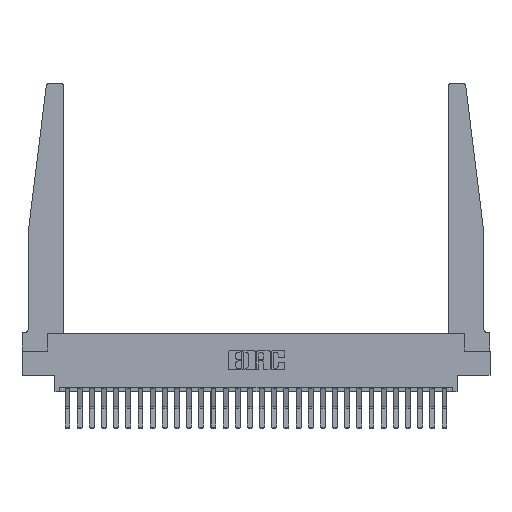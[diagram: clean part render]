
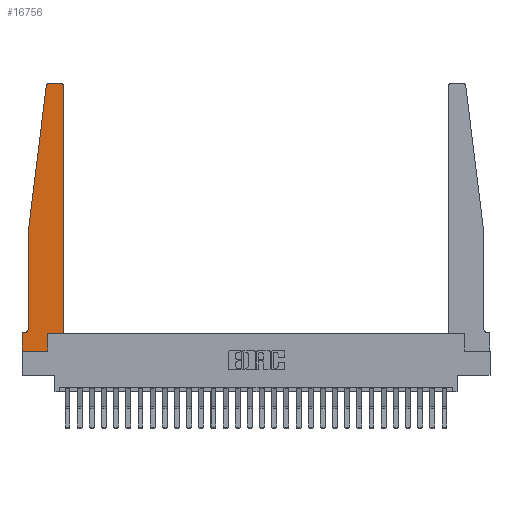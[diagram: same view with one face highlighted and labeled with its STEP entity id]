
A CAD part, top view. The second image highlights one B-rep face of the part: STEP entity #16756.
In plain terms, the highlighted planar face has unit normal (0, 0, 1).
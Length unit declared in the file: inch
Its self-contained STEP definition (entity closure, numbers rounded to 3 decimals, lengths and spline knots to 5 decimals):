
#177 = ORIENTED_EDGE ( 'NONE', *, *, #20156, .T. ) ;
#186 = DIRECTION ( 'NONE',  ( 1., 0., 0. ) ) ;
#573 = LINE ( 'NONE', #15043, #11129 ) ;
#577 = VERTEX_POINT ( 'NONE', #12191 ) ;
#626 = PLANE ( 'NONE',  #7764 ) ;
#1011 = EDGE_CURVE ( 'NONE', #13755, #16881, #5452, .T. ) ;
#1279 = ORIENTED_EDGE ( 'NONE', *, *, #1011, .T. ) ;
#1331 = CARTESIAN_POINT ( 'NONE',  ( 0.425, 0.18, 0.37 ) ) ;
#1446 = EDGE_CURVE ( 'NONE', #1751, #13333, #22871, .T. ) ;
#1613 = CARTESIAN_POINT ( 'NONE',  ( 0.395, 2.72, 0.37 ) ) ;
#1751 = VERTEX_POINT ( 'NONE', #7453 ) ;
#2729 = ORIENTED_EDGE ( 'NONE', *, *, #8340, .T. ) ;
#2768 = DIRECTION ( 'NONE',  ( 0., 0., 1. ) ) ;
#2967 = CIRCLE ( 'NONE', #16214, 0.05 ) ;
#3044 = LINE ( 'NONE', #11291, #20482 ) ;
#3299 = VECTOR ( 'NONE', #13339, 39.37008 ) ;
#3645 = CARTESIAN_POINT ( 'NONE',  ( 0., 0., 0.37 ) ) ;
#3736 = DIRECTION ( 'NONE',  ( 1., 0., 0. ) ) ;
#4081 = EDGE_LOOP ( 'NONE', ( #1279, #14657, #20624, #23891, #24976, #177, #17600, #22461, #7474, #2729, #4680, #6088 ) ) ;
#4584 = DIRECTION ( 'NONE',  ( 0., 1., 0. ) ) ;
#4617 = LINE ( 'NONE', #15068, #15140 ) ;
#4680 = ORIENTED_EDGE ( 'NONE', *, *, #12146, .T. ) ;
#4692 = VERTEX_POINT ( 'NONE', #1331 ) ;
#4710 = VERTEX_POINT ( 'NONE', #22381 ) ;
#5436 = CARTESIAN_POINT ( 'NONE',  ( 0.015, 0.2375, 0.37 ) ) ;
#5452 = LINE ( 'NONE', #26200, #6101 ) ;
#5533 = EDGE_CURVE ( 'NONE', #17361, #4710, #2967, .T. ) ;
#5623 = VERTEX_POINT ( 'NONE', #26624 ) ;
#6074 = VECTOR ( 'NONE', #186, 39.37008 ) ;
#6088 = ORIENTED_EDGE ( 'NONE', *, *, #19860, .T. ) ;
#6101 = VECTOR ( 'NONE', #13648, 39.37008 ) ;
#6315 = EDGE_CURVE ( 'NONE', #5623, #1751, #17412, .T. ) ;
#6905 = CARTESIAN_POINT ( 'NONE',  ( 0., 0.1875, 0.37 ) ) ;
#7423 = CARTESIAN_POINT ( 'NONE',  ( 0.065, 1.25, 0.37 ) ) ;
#7453 = CARTESIAN_POINT ( 'NONE',  ( 0., 0., 0.37 ) ) ;
#7474 = ORIENTED_EDGE ( 'NONE', *, *, #17519, .T. ) ;
#7523 = VECTOR ( 'NONE', #16260, 39.37008 ) ;
#7555 = DIRECTION ( 'NONE',  ( -1., 0., 0. ) ) ;
#7764 = AXIS2_PLACEMENT_3D ( 'NONE', #6905, #2768, #17477 ) ;
#8340 = EDGE_CURVE ( 'NONE', #25389, #4692, #15319, .T. ) ;
#8621 = CARTESIAN_POINT ( 'NONE',  ( 0.065, 0.2375, 0.37 ) ) ;
#9323 = CARTESIAN_POINT ( 'NONE',  ( 0.27653, 2.72, 0.37 ) ) ;
#9872 = VECTOR ( 'NONE', #17903, 39.37008 ) ;
#10221 = LINE ( 'NONE', #11221, #3299 ) ;
#11129 = VECTOR ( 'NONE', #17158, 39.37008 ) ;
#11221 = CARTESIAN_POINT ( 'NONE',  ( 0.065, 1.25, 0.37 ) ) ;
#11291 = CARTESIAN_POINT ( 'NONE',  ( 0.2605, 0.18, 0.37 ) ) ;
#11442 = DIRECTION ( 'NONE',  ( 1., 0., 0. ) ) ;
#12146 = EDGE_CURVE ( 'NONE', #4692, #14941, #4617, .T. ) ;
#12191 = CARTESIAN_POINT ( 'NONE',  ( 0.24675, 2.72367, 0.37 ) ) ;
#12197 = VERTEX_POINT ( 'NONE', #21599 ) ;
#12394 = EDGE_CURVE ( 'NONE', #577, #12197, #15465, .T. ) ;
#12941 = EDGE_CURVE ( 'NONE', #16881, #577, #20689, .T. ) ;
#13333 = VERTEX_POINT ( 'NONE', #20897 ) ;
#13339 = DIRECTION ( 'NONE',  ( 0., -1., 0. ) ) ;
#13451 = CIRCLE ( 'NONE', #18007, 0.03 ) ;
#13648 = DIRECTION ( 'NONE',  ( -1., 0., 0. ) ) ;
#13755 = VERTEX_POINT ( 'NONE', #20130 ) ;
#14657 = ORIENTED_EDGE ( 'NONE', *, *, #12941, .T. ) ;
#14941 = VERTEX_POINT ( 'NONE', #19417 ) ;
#15043 = CARTESIAN_POINT ( 'NONE',  ( 0.065, 0.1875, 0.37 ) ) ;
#15068 = CARTESIAN_POINT ( 'NONE',  ( 0.425, 0.18, 0.37 ) ) ;
#15140 = VECTOR ( 'NONE', #4584, 39.37008 ) ;
#15319 = LINE ( 'NONE', #25413, #20250 ) ;
#15465 = LINE ( 'NONE', #7423, #9872 ) ;
#16214 = AXIS2_PLACEMENT_3D ( 'NONE', #5436, #20152, #7555 ) ;
#16260 = DIRECTION ( 'NONE',  ( 0., -1., 0. ) ) ;
#16348 = DIRECTION ( 'NONE',  ( 0., 0., 1. ) ) ;
#16585 = FACE_OUTER_BOUND ( 'NONE', #4081, .T. ) ;
#16756 = ADVANCED_FACE ( 'NONE', ( #16585 ), #626, .T. ) ;
#16881 = VERTEX_POINT ( 'NONE', #17827 ) ;
#17158 = DIRECTION ( 'NONE',  ( -1., 0., 0. ) ) ;
#17361 = VERTEX_POINT ( 'NONE', #8621 ) ;
#17412 = LINE ( 'NONE', #3645, #7523 ) ;
#17477 = DIRECTION ( 'NONE',  ( 1., 0., 0. ) ) ;
#17519 = EDGE_CURVE ( 'NONE', #13333, #25389, #3044, .T. ) ;
#17600 = ORIENTED_EDGE ( 'NONE', *, *, #6315, .T. ) ;
#17827 = CARTESIAN_POINT ( 'NONE',  ( 0.27653, 2.75, 0.37 ) ) ;
#17903 = DIRECTION ( 'NONE',  ( -0.122, -0.992, 0. ) ) ;
#18007 = AXIS2_PLACEMENT_3D ( 'NONE', #1613, #16348, #3736 ) ;
#18282 = CARTESIAN_POINT ( 'NONE',  ( 0.2605, 0.18, 0.37 ) ) ;
#19193 = DIRECTION ( 'NONE',  ( 1., 0., 0. ) ) ;
#19417 = CARTESIAN_POINT ( 'NONE',  ( 0.425, 2.72, 0.37 ) ) ;
#19860 = EDGE_CURVE ( 'NONE', #14941, #13755, #13451, .T. ) ;
#20130 = CARTESIAN_POINT ( 'NONE',  ( 0.395, 2.75, 0.37 ) ) ;
#20152 = DIRECTION ( 'NONE',  ( 0., 0., -1. ) ) ;
#20156 = EDGE_CURVE ( 'NONE', #4710, #5623, #573, .T. ) ;
#20250 = VECTOR ( 'NONE', #19193, 39.37008 ) ;
#20482 = VECTOR ( 'NONE', #25961, 39.37008 ) ;
#20624 = ORIENTED_EDGE ( 'NONE', *, *, #12394, .T. ) ;
#20689 = CIRCLE ( 'NONE', #23523, 0.03 ) ;
#20897 = CARTESIAN_POINT ( 'NONE',  ( 0.2605, 0., 0.37 ) ) ;
#21599 = CARTESIAN_POINT ( 'NONE',  ( 0.065, 1.25, 0.37 ) ) ;
#22381 = CARTESIAN_POINT ( 'NONE',  ( 0.015, 0.1875, 0.37 ) ) ;
#22461 = ORIENTED_EDGE ( 'NONE', *, *, #1446, .T. ) ;
#22871 = LINE ( 'NONE', #23267, #6074 ) ;
#23267 = CARTESIAN_POINT ( 'NONE',  ( 0., 0., 0.37 ) ) ;
#23523 = AXIS2_PLACEMENT_3D ( 'NONE', #9323, #24002, #11442 ) ;
#23891 = ORIENTED_EDGE ( 'NONE', *, *, #25167, .T. ) ;
#24002 = DIRECTION ( 'NONE',  ( 0., 0., 1. ) ) ;
#24976 = ORIENTED_EDGE ( 'NONE', *, *, #5533, .T. ) ;
#25167 = EDGE_CURVE ( 'NONE', #12197, #17361, #10221, .T. ) ;
#25389 = VERTEX_POINT ( 'NONE', #18282 ) ;
#25413 = CARTESIAN_POINT ( 'NONE',  ( 0.425, 0.18, 0.37 ) ) ;
#25961 = DIRECTION ( 'NONE',  ( 0., 1., 0. ) ) ;
#26200 = CARTESIAN_POINT ( 'NONE',  ( 0.25, 2.75, 0.37 ) ) ;
#26624 = CARTESIAN_POINT ( 'NONE',  ( 0., 0.1875, 0.37 ) ) ;
